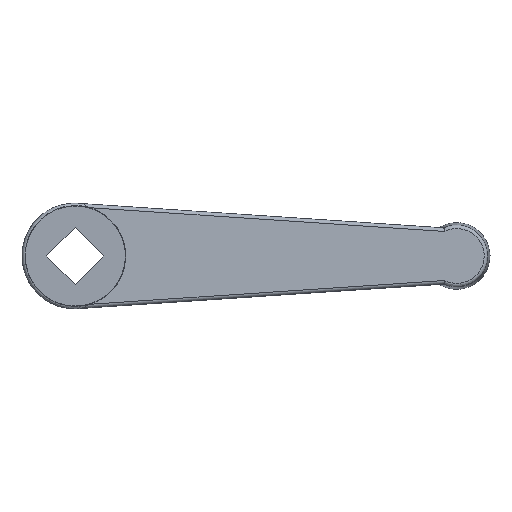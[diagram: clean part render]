
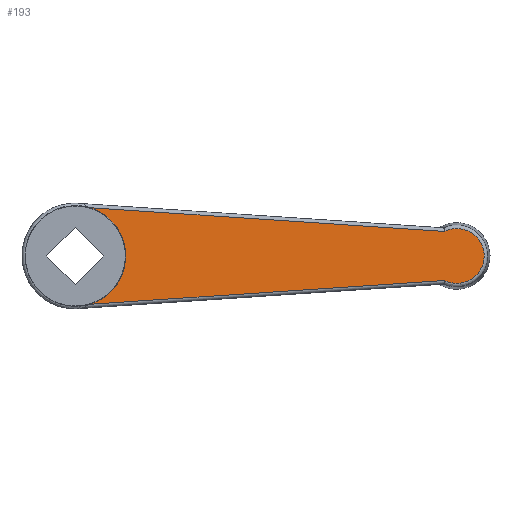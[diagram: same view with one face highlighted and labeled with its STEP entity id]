
A CAD part, front view. The second image highlights one B-rep face of the part: STEP entity #193.
In plain terms, the highlighted planar face has unit normal (0.107, -0.994, 0).
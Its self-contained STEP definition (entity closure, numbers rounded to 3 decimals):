
#132=ELLIPSE('',#603,21.254,21.133);
#133=ELLIPSE('',#604,11.555,11.489);
#139=PLANE('',#605);
#155=LINE('',#910,#174);
#156=LINE('',#914,#175);
#174=VECTOR('',#678,1.);
#175=VECTOR('',#681,1.);
#193=ADVANCED_FACE('',(#236),#139,.T.);
#236=FACE_OUTER_BOUND('',#266,.T.);
#266=EDGE_LOOP('',(#357,#358,#359,#360));
#357=ORIENTED_EDGE('',*,*,#530,.F.);
#358=ORIENTED_EDGE('',*,*,#531,.T.);
#359=ORIENTED_EDGE('',*,*,#532,.T.);
#360=ORIENTED_EDGE('',*,*,#533,.T.);
#479=VERTEX_POINT('',#908);
#480=VERTEX_POINT('',#909);
#481=VERTEX_POINT('',#911);
#482=VERTEX_POINT('',#913);
#530=EDGE_CURVE('',#479,#480,#132,.T.);
#531=EDGE_CURVE('',#479,#481,#155,.T.);
#532=EDGE_CURVE('',#481,#482,#133,.T.);
#533=EDGE_CURVE('',#482,#480,#156,.T.);
#603=AXIS2_PLACEMENT_3D('',#907,#676,#677);
#604=AXIS2_PLACEMENT_3D('',#912,#679,#680);
#605=AXIS2_PLACEMENT_3D('',#915,#682,#683);
#676=DIRECTION('',(0.107,-0.994,0.));
#677=DIRECTION('',(0.994,0.107,0.));
#678=DIRECTION('',(0.992,0.106,0.066));
#679=DIRECTION('',(0.107,-0.994,0.));
#680=DIRECTION('',(-0.994,-0.107,0.));
#681=DIRECTION('',(-0.992,-0.106,0.066));
#682=DIRECTION('',(0.107,-0.994,0.));
#683=DIRECTION('',(0.994,0.107,0.));
#907=CARTESIAN_POINT('',(115.079,63.82,0.));
#908=CARTESIAN_POINT('',(121.076,64.462,-20.264));
#909=CARTESIAN_POINT('',(121.076,64.462,20.264));
#910=CARTESIAN_POINT('',(285.876,82.123,-9.225));
#911=CARTESIAN_POINT('',(269.966,80.418,-10.291));
#912=CARTESIAN_POINT('',(275.074,80.965,0.));
#913=CARTESIAN_POINT('',(269.966,80.418,10.291));
#914=CARTESIAN_POINT('',(265.437,79.932,10.594));
#915=CARTESIAN_POINT('',(275.,80.957,155.));
